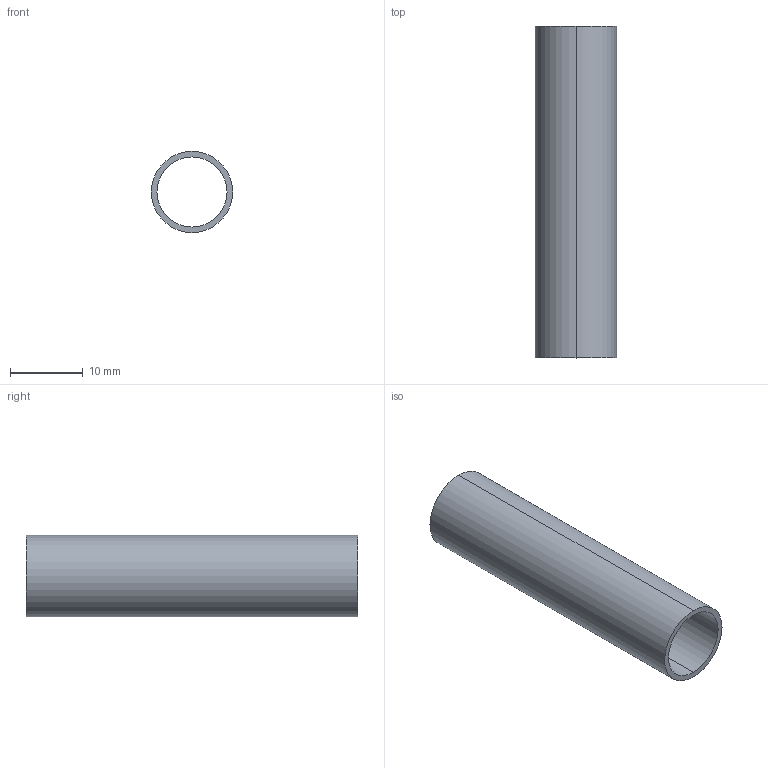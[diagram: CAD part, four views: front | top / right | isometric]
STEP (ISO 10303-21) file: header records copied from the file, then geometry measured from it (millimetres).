
FILE_DESCRIPTION (( 'STEP AP214' ), '1' );
FILE_NAME ('am-2242 1.8 inch x 0.375'''' Spacer.STEP', '2014-08-21T20:17:57', ( '' ), ( '' ), 'SwSTEP 2.0', 'SolidWorks 2014', '' );
FILE_SCHEMA (( 'AUTOMOTIVE_DESIGN' ));
Length unit declared in the file: inch
Products named in the file (1): am-2242 1.8 inch x 0.375'''' Spacer
Bounding box: 11.18 x 45.72 x 11.18 mm (x, y, z)
Volume: 1139.8 mm3; surface area: 3041.5 mm2
Topology: 1 solids, 1 shells, 6 faces, 12 edges, 8 vertices
Faces by surface type: cylinder 4, plane 2
Entity records: 286 total; most frequent: DIRECTION 34, CARTESIAN_POINT 27, ORIENTED_EDGE 24, AXIS2_PLACEMENT_3D 15, EDGE_CURVE 12, LENGTH_MEASURE_WITH_UNIT 9, DIMENSIONAL_EXPONENTS 9, UNCERTAINTY_MEASURE_WITH_UNIT 9
